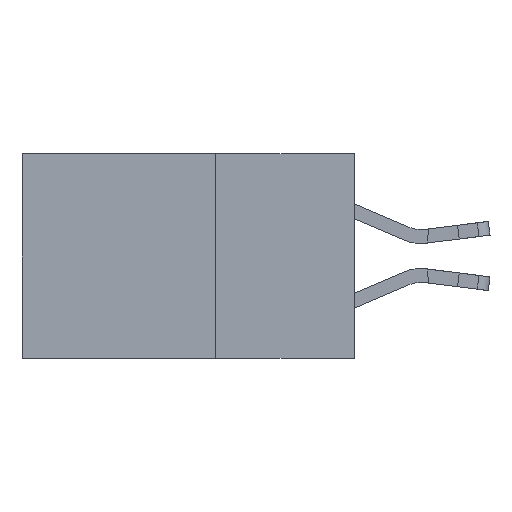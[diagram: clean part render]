
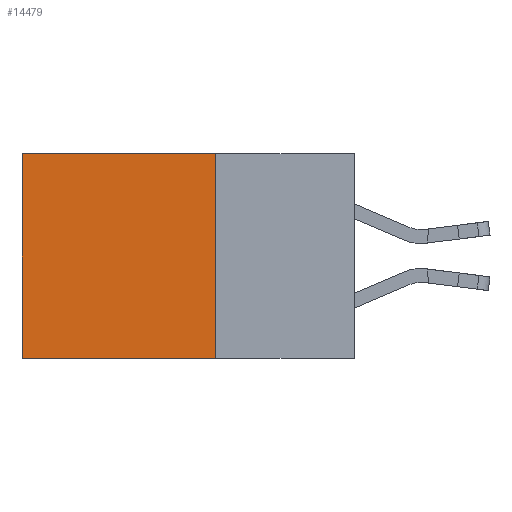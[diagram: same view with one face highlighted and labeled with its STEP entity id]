
A CAD part, left-side view. The second image highlights one B-rep face of the part: STEP entity #14479.
In plain terms, the highlighted planar face has unit normal (-1, 0, 0).
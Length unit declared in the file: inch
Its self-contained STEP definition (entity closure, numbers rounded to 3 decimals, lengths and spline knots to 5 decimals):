
#52 = CARTESIAN_POINT ( 'NONE',  ( 0.2615, 0.25, 0. ) ) ;
#727 = VERTEX_POINT ( 'NONE', #6279 ) ;
#1667 = CARTESIAN_POINT ( 'NONE',  ( 0.2615, 0.6, -0.37 ) ) ;
#2149 = LINE ( 'NONE', #11266, #15406 ) ;
#2241 = VERTEX_POINT ( 'NONE', #15988 ) ;
#2565 = ORIENTED_EDGE ( 'NONE', *, *, #7920, .T. ) ;
#2840 = VERTEX_POINT ( 'NONE', #52 ) ;
#2931 = AXIS2_PLACEMENT_3D ( 'NONE', #12101, #9775, #18665 ) ;
#3430 = LINE ( 'NONE', #5323, #12754 ) ;
#4498 = VECTOR ( 'NONE', #14100, 39.37008 ) ;
#5323 = CARTESIAN_POINT ( 'NONE',  ( 0.2615, 0.25, -0.37 ) ) ;
#6279 = CARTESIAN_POINT ( 'NONE',  ( 0.2615, 0.6, 0. ) ) ;
#6882 = EDGE_CURVE ( 'NONE', #2840, #17158, #2149, .T. ) ;
#7077 = ORIENTED_EDGE ( 'NONE', *, *, #16887, .T. ) ;
#7920 = EDGE_CURVE ( 'NONE', #2840, #727, #20929, .T. ) ;
#8389 = EDGE_LOOP ( 'NONE', ( #7077, #15149, #23351, #2565 ) ) ;
#8893 = DIRECTION ( 'NONE',  ( 0., 1., 0. ) ) ;
#9775 = DIRECTION ( 'NONE',  ( 1., 0., 0. ) ) ;
#10750 = VECTOR ( 'NONE', #19475, 39.37008 ) ;
#11266 = CARTESIAN_POINT ( 'NONE',  ( 0.2615, 0.25, -0.37 ) ) ;
#11981 = FACE_OUTER_BOUND ( 'NONE', #8389, .T. ) ;
#12101 = CARTESIAN_POINT ( 'NONE',  ( 0.2615, 0.25, -0.37 ) ) ;
#12754 = VECTOR ( 'NONE', #8893, 39.37008 ) ;
#13295 = EDGE_CURVE ( 'NONE', #17158, #2241, #3430, .T. ) ;
#14100 = DIRECTION ( 'NONE',  ( 0., 0., -1. ) ) ;
#14479 = ADVANCED_FACE ( 'NONE', ( #11981 ), #19198, .F. ) ;
#14573 = DIRECTION ( 'NONE',  ( 0., 0., -1. ) ) ;
#15149 = ORIENTED_EDGE ( 'NONE', *, *, #13295, .F. ) ;
#15406 = VECTOR ( 'NONE', #14573, 39.37008 ) ;
#15988 = CARTESIAN_POINT ( 'NONE',  ( 0.2615, 0.6, -0.37 ) ) ;
#16887 = EDGE_CURVE ( 'NONE', #727, #2241, #17888, .T. ) ;
#17158 = VERTEX_POINT ( 'NONE', #18943 ) ;
#17888 = LINE ( 'NONE', #1667, #4498 ) ;
#18665 = DIRECTION ( 'NONE',  ( 0., 0., -1. ) ) ;
#18943 = CARTESIAN_POINT ( 'NONE',  ( 0.2615, 0.25, -0.37 ) ) ;
#19128 = CARTESIAN_POINT ( 'NONE',  ( 0.2615, 0.25, 0. ) ) ;
#19198 = PLANE ( 'NONE',  #2931 ) ;
#19475 = DIRECTION ( 'NONE',  ( 0., 1., 0. ) ) ;
#20929 = LINE ( 'NONE', #19128, #10750 ) ;
#23351 = ORIENTED_EDGE ( 'NONE', *, *, #6882, .F. ) ;
